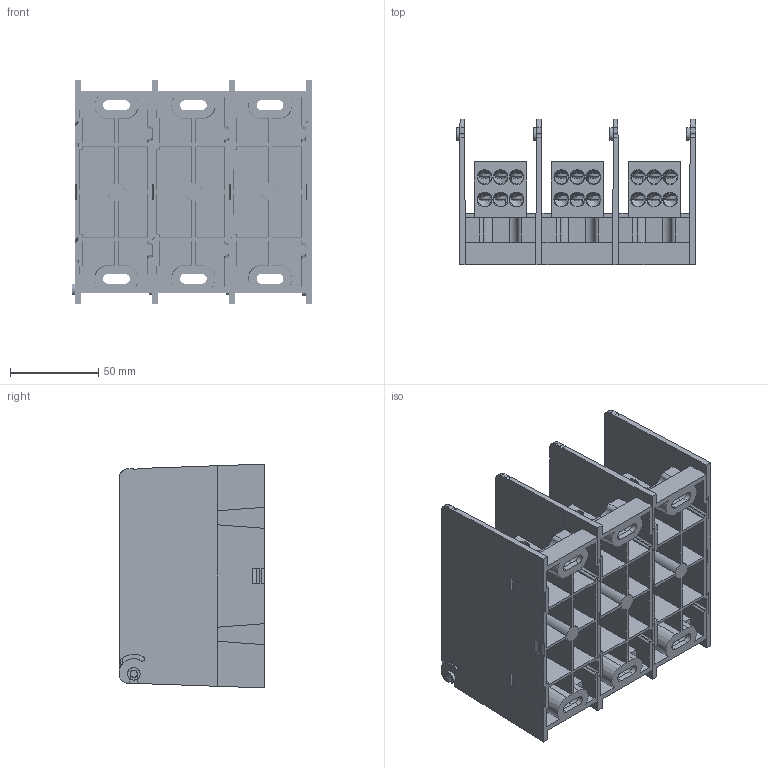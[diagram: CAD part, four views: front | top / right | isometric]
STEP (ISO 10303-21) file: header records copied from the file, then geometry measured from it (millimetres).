
FILE_DESCRIPTION (( 'STEP AP214' ), '1' );
FILE_NAME ('702021rev-3P.STEP', '2018-08-13T14:43:12', ( '' ), ( '' ), 'SwSTEP 2.0', 'SolidWorks 2017', '' );
FILE_SCHEMA (( 'AUTOMOTIVE_DESIGN' ));
Length unit declared in the file: inch
Products named in the file (2): 702021rev-3P
Bounding box: 135.72 x 82.55 x 127.01 mm (x, y, z)
Surface area: 238845.2 mm2 (no closed solid volume)
Topology: 0 solids, 34 shells, 2280 faces, 6484 edges, 4275 vertices
Faces by surface type: plane 859, cone 690, cylinder 629, bspline 72, sphere 21, torus 9
Full cylindrical faces by diameter (mm): 4.064 x1, 4.928 x3, 6.909 x21, 7.009 x72, 7.112 x1, 7.925 x54, 7.937 x18, 8.611 x6, 9.525 x66, 10.795 x3, 11.112 x6, 12.7 x3
Entity records: 129729 total; most frequent: CARTESIAN_POINT 79322, ORIENTED_EDGE 10327, DIRECTION 9118, EDGE_CURVE 5237, VERTEX_POINT 3729, AXIS2_PLACEMENT_3D 3295, EDGE_LOOP 3086, FACE_OUTER_BOUND 2531
